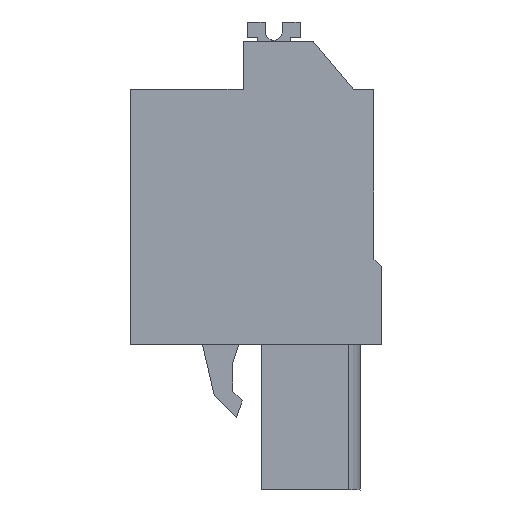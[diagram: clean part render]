
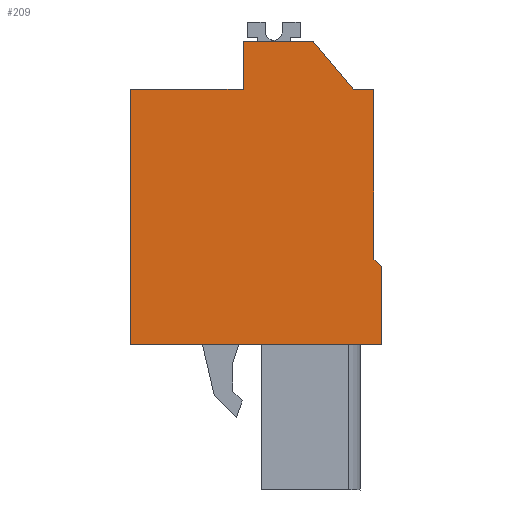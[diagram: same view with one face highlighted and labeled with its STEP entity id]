
A CAD part, left-side view. The second image highlights one B-rep face of the part: STEP entity #209.
In plain terms, the highlighted planar face has unit normal (-1, 0, 0).
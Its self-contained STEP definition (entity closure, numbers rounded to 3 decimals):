
#141=AXIS2_PLACEMENT_3D('Plane Axis2P3D',#138,#139,#140) ;
#40=CARTESIAN_POINT('Vertex',(0.,0.,13.383)) ;
#45=CARTESIAN_POINT('Line Origine',(0.,0.,11.066)) ;
#49=CARTESIAN_POINT('Vertex',(0.,0.,8.75)) ;
#116=CARTESIAN_POINT('Vertex',(0.,0.45,13.833)) ;
#121=CARTESIAN_POINT('Line Origine',(0.,0.225,13.608)) ;
#138=CARTESIAN_POINT('Axis2P3D Location',(0.,0.,0.)) ;
#143=CARTESIAN_POINT('Line Origine',(0.,7.525,8.75)) ;
#147=CARTESIAN_POINT('Vertex',(0.,15.05,8.75)) ;
#150=CARTESIAN_POINT('Line Origine',(0.,0.45,18.928)) ;
#154=CARTESIAN_POINT('Vertex',(0.,0.45,24.023)) ;
#157=CARTESIAN_POINT('Line Origine',(0.,1.057,24.023)) ;
#161=CARTESIAN_POINT('Vertex',(0.,1.664,24.023)) ;
#164=CARTESIAN_POINT('Line Origine',(0.,2.881,25.473)) ;
#168=CARTESIAN_POINT('Vertex',(0.,4.098,26.923)) ;
#171=CARTESIAN_POINT('Line Origine',(0.,6.199,26.923)) ;
#175=CARTESIAN_POINT('Vertex',(0.,8.3,26.923)) ;
#178=CARTESIAN_POINT('Line Origine',(0.,8.3,25.473)) ;
#182=CARTESIAN_POINT('Vertex',(0.,8.3,24.023)) ;
#185=CARTESIAN_POINT('Line Origine',(0.,11.675,24.023)) ;
#189=CARTESIAN_POINT('Vertex',(0.,15.05,24.023)) ;
#192=CARTESIAN_POINT('Line Origine',(0.,15.05,16.386)) ;
#46=DIRECTION('Vector Direction',(0.,0.,-1.)) ;
#122=DIRECTION('Vector Direction',(0.,-0.707,-0.707)) ;
#139=DIRECTION('Axis2P3D Direction',(-1.,0.,0.)) ;
#140=DIRECTION('Axis2P3D XDirection',(0.,0.,1.)) ;
#144=DIRECTION('Vector Direction',(0.,1.,0.)) ;
#151=DIRECTION('Vector Direction',(0.,0.,1.)) ;
#158=DIRECTION('Vector Direction',(0.,1.,0.)) ;
#165=DIRECTION('Vector Direction',(0.,-0.643,-0.766)) ;
#172=DIRECTION('Vector Direction',(0.,-1.,0.)) ;
#179=DIRECTION('Vector Direction',(0.,0.,1.)) ;
#186=DIRECTION('Vector Direction',(0.,-1.,0.)) ;
#193=DIRECTION('Vector Direction',(0.,0.,-1.)) ;
#47=VECTOR('Line Direction',#46,1.) ;
#123=VECTOR('Line Direction',#122,1.) ;
#145=VECTOR('Line Direction',#144,1.) ;
#152=VECTOR('Line Direction',#151,1.) ;
#159=VECTOR('Line Direction',#158,1.) ;
#166=VECTOR('Line Direction',#165,1.) ;
#173=VECTOR('Line Direction',#172,1.) ;
#180=VECTOR('Line Direction',#179,1.) ;
#187=VECTOR('Line Direction',#186,1.) ;
#194=VECTOR('Line Direction',#193,1.) ;
#198=ORIENTED_EDGE('',*,*,#149,.T.) ;
#199=ORIENTED_EDGE('',*,*,#51,.T.) ;
#200=ORIENTED_EDGE('',*,*,#125,.T.) ;
#201=ORIENTED_EDGE('',*,*,#156,.T.) ;
#202=ORIENTED_EDGE('',*,*,#163,.T.) ;
#203=ORIENTED_EDGE('',*,*,#170,.T.) ;
#204=ORIENTED_EDGE('',*,*,#177,.T.) ;
#205=ORIENTED_EDGE('',*,*,#184,.T.) ;
#206=ORIENTED_EDGE('',*,*,#191,.T.) ;
#207=ORIENTED_EDGE('',*,*,#196,.T.) ;
#209=ADVANCED_FACE('HOUSING',(#208),#142,.T.) ;
#51=EDGE_CURVE('',#50,#41,#48,.F.) ;
#125=EDGE_CURVE('',#41,#117,#124,.F.) ;
#149=EDGE_CURVE('',#148,#50,#146,.F.) ;
#156=EDGE_CURVE('',#117,#155,#153,.T.) ;
#163=EDGE_CURVE('',#155,#162,#160,.T.) ;
#170=EDGE_CURVE('',#162,#169,#167,.F.) ;
#177=EDGE_CURVE('',#169,#176,#174,.F.) ;
#184=EDGE_CURVE('',#176,#183,#181,.F.) ;
#191=EDGE_CURVE('',#183,#190,#188,.F.) ;
#196=EDGE_CURVE('',#190,#148,#195,.T.) ;
#197=EDGE_LOOP('',(#198,#199,#200,#201,#202,#203,#204,#205,#206,#207)) ;
#208=FACE_OUTER_BOUND('',#197,.T.) ;
#48=LINE('Line',#45,#47) ;
#124=LINE('Line',#121,#123) ;
#146=LINE('Line',#143,#145) ;
#153=LINE('Line',#150,#152) ;
#160=LINE('Line',#157,#159) ;
#167=LINE('Line',#164,#166) ;
#174=LINE('Line',#171,#173) ;
#181=LINE('Line',#178,#180) ;
#188=LINE('Line',#185,#187) ;
#195=LINE('Line',#192,#194) ;
#142=PLANE('',#141) ;
#41=VERTEX_POINT('',#40) ;
#50=VERTEX_POINT('',#49) ;
#117=VERTEX_POINT('',#116) ;
#148=VERTEX_POINT('',#147) ;
#155=VERTEX_POINT('',#154) ;
#162=VERTEX_POINT('',#161) ;
#169=VERTEX_POINT('',#168) ;
#176=VERTEX_POINT('',#175) ;
#183=VERTEX_POINT('',#182) ;
#190=VERTEX_POINT('',#189) ;
